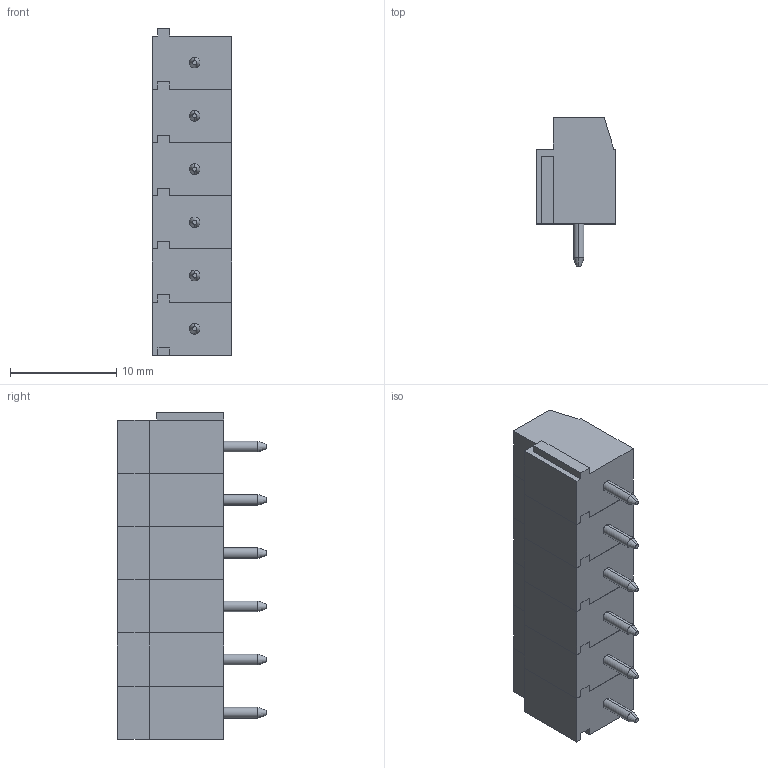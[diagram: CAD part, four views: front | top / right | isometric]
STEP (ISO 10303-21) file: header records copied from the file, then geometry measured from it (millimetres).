
FILE_DESCRIPTION (( 'STEP AP214' ), '1' );
FILE_NAME ('KRM06.STEP', '2015-04-06T09:49:57', ( '' ), ( '' ), 'SwSTEP 2.0', 'SolidWorks 2014', '' );
FILE_SCHEMA (( 'AUTOMOTIVE_DESIGN' ));
Length unit declared in the file: millimetre
Products named in the file (2): krm_Single; KRM06
Assembly tree (6 placements, depth 2):
  KRM06
    krm_Single  x6
Bounding box: 7.5 x 14 x 30.7 mm (x, y, z)
Volume: 1719.6 mm3; surface area: 2488.4 mm2
Topology: 6 solids, 6 shells, 270 faces, 714 edges, 468 vertices
Faces by surface type: plane 216, cylinder 30, cone 24
Entity records: 1931 total; most frequent: CARTESIAN_POINT 263, DIRECTION 243, ORIENTED_EDGE 238, EDGE_CURVE 119, VECTOR 95, LINE 95, VERTEX_POINT 78, AXIS2_PLACEMENT_3D 74
